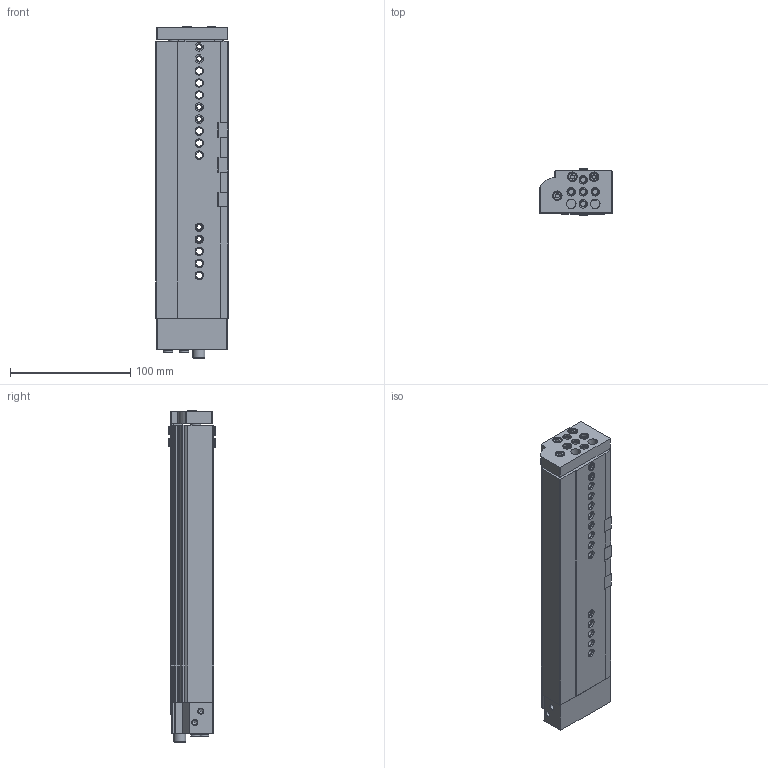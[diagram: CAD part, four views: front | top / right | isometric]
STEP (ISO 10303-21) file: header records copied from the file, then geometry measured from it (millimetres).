
FILE_DESCRIPTION(/* description */ ('STEP AP214'),/* implementation_level */ '2;1');
FILE_NAME(/* name */ '570186_DGSL-12-150-EA',/* time_stamp */ '2024-08-16T00:23:43+02:00',/* author */ ('License CC BY-ND 4.0'),/* organization */ ('CADENAS'),/* preprocessor_version */ 'ST-DEVELOPER v19.3',/* originating_system */ 'PARTsolutions',/* authorisation */ ' ');
FILE_SCHEMA (('AUTOMOTIVE_DESIGN {1 0 10303 214 3 1 1}'));
Length unit declared in the file: millimetre
Products named in the file (8): 570186 DGSL-12-150-EA---(0); DGSL-12---(150-0-0-40-zr); 1184679 DYEF-S-M10-Y1; 174308 B-M5-B; 686786 DGSL-12-AS; 686802 DGSL-12-AS; DGSL-12---(150-0-JP); 8146544 ZBH-7-B
Assembly tree (15 placements, depth 2):
  570186 DGSL-12-150-EA---(0)
    DGSL-12---(150-0-0-40-zr)
    1184679 DYEF-S-M10-Y1  x2
    174308 B-M5-B  x2
    686786 DGSL-12-AS
    686802 DGSL-12-AS  x2
    DGSL-12---(150-0-JP)
    8146544 ZBH-7-B  x6
Bounding box: 60 x 38.57 x 276.09 mm (x, y, z)
Volume: 404023.7 mm3; surface area: 129730.6 mm2
Topology: 15 solids, 15 shells, 783 faces, 1922 edges, 1251 vertices
Faces by surface type: plane 387, cylinder 294, cone 81, torus 21
Full cylindrical faces by diameter (mm): 2.459 x1, 3.242 x3, 4 x3, 4.134 x21, 5 x2, 5.5 x9, 6 x4, 7 x37, 7.2 x2, 7.8 x2, 8 x17, 8.08 x2, 8.917 x2, 9 x18, 10 x2, 16 x2
Entity records: 19574 total; most frequent: DIRECTION 3427, CARTESIAN_POINT 3417, ORIENTED_EDGE 2934, EDGE_CURVE 1467, AXIS2_PLACEMENT_3D 1314, VERTEX_POINT 1079, FACE_BOUND 1040, EDGE_LOOP 1032
